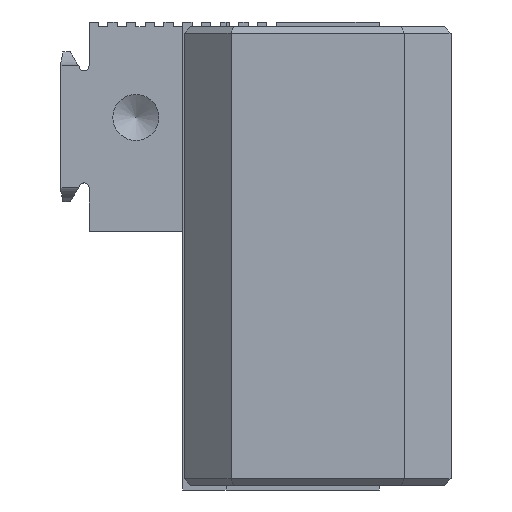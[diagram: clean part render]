
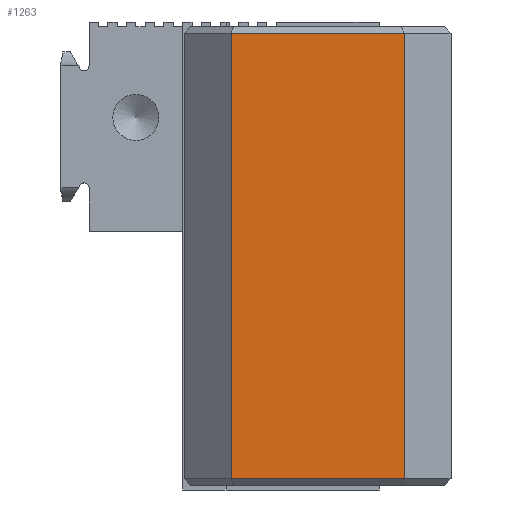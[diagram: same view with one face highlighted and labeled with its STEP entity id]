
A CAD part, left-side view. The second image highlights one B-rep face of the part: STEP entity #1263.
In plain terms, the highlighted planar face has unit normal (-1, 0, 0).
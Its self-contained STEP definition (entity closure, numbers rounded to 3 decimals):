
#835=CARTESIAN_POINT('',(-47.,-2.671,48.8));
#836=VERTEX_POINT('',#835);
#866=CARTESIAN_POINT('',(-47.,15.829,48.8));
#867=VERTEX_POINT('',#866);
#874=CARTESIAN_POINT('',(-47.,15.829,48.8));
#875=DIRECTION('',(0.0,-1.0,0.0));
#876=VECTOR('',#875,18.5);
#877=LINE('',#874,#876);
#878=EDGE_CURVE('',#867,#836,#877,.T.);
#1113=CARTESIAN_POINT('',(-47.,15.829,1.2));
#1114=VERTEX_POINT('',#1113);
#1144=CARTESIAN_POINT('',(-47.,-2.671,1.2));
#1145=VERTEX_POINT('',#1144);
#1152=CARTESIAN_POINT('',(-47.,-2.671,1.2));
#1153=DIRECTION('',(0.0,1.0,0.0));
#1154=VECTOR('',#1153,18.5);
#1155=LINE('',#1152,#1154);
#1156=EDGE_CURVE('',#1145,#1114,#1155,.T.);
#1238=CARTESIAN_POINT('',(-47.,15.829,48.8));
#1239=DIRECTION('',(0.0,0.0,-1.0));
#1240=VECTOR('',#1239,47.6);
#1241=LINE('',#1238,#1240);
#1242=EDGE_CURVE('',#867,#1114,#1241,.T.);
#1247=CARTESIAN_POINT('',(-47.,15.829,49.5));
#1248=DIRECTION('',(-1.0,0.0,0.0));
#1249=DIRECTION('',(0.0,0.0,-1.0));
#1250=AXIS2_PLACEMENT_3D('',#1247,#1248,#1249);
#1251=PLANE('',#1250);
#1252=ORIENTED_EDGE('',*,*,#878,.F.);
#1253=ORIENTED_EDGE('',*,*,#1242,.T.);
#1254=ORIENTED_EDGE('',*,*,#1156,.F.);
#1255=CARTESIAN_POINT('',(-47.,-2.671,48.8));
#1256=DIRECTION('',(0.0,0.0,-1.0));
#1257=VECTOR('',#1256,47.6);
#1258=LINE('',#1255,#1257);
#1259=EDGE_CURVE('',#836,#1145,#1258,.T.);
#1260=ORIENTED_EDGE('',*,*,#1259,.F.);
#1261=EDGE_LOOP('',(#1252,#1253,#1254,#1260));
#1262=FACE_OUTER_BOUND('',#1261,.T.);
#1263=ADVANCED_FACE('',(#1262),#1251,.T.);
